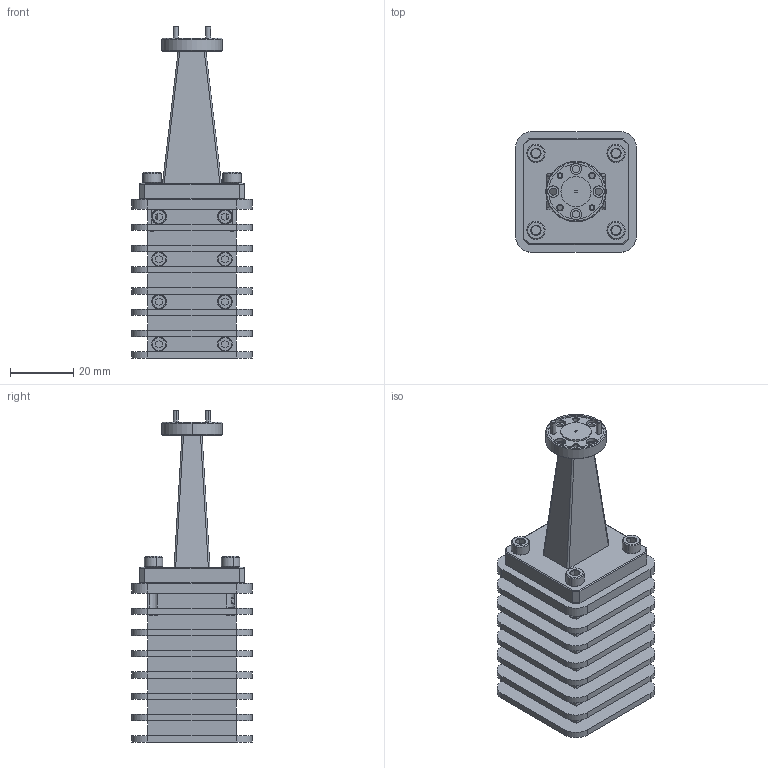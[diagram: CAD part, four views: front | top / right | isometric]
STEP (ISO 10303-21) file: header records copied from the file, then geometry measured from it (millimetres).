
FILE_DESCRIPTION (( 'STEP AP203' ), '1' );
FILE_NAME ('WL-04H-50-A.STEP', '2022-12-20T20:56:01', ( '' ), ( '' ), 'SwSTEP 2.0', 'SolidWorks 2021', '' );
FILE_SCHEMA (( 'CONFIG_CONTROL_DESIGN' ));
Length unit declared in the file: inch
Products named in the file (1): WL-04H-50-A
Bounding box: 38 x 38 x 104.67 mm (x, y, z)
Volume: 61524.6 mm3; surface area: 24928.7 mm2
Topology: 6 solids, 6 shells, 469 faces, 1138 edges, 712 vertices
Faces by surface type: plane 251, cylinder 138, cone 64, torus 16
Entity records: 14067 total; most frequent: CARTESIAN_POINT 2716, DIRECTION 2424, ORIENTED_EDGE 2276, EDGE_CURVE 1138, AXIS2_PLACEMENT_3D 868, VERTEX_POINT 712, VECTOR 688, LINE 688
